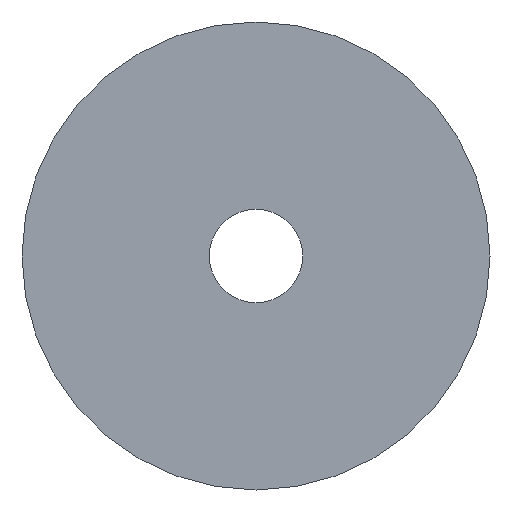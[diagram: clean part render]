
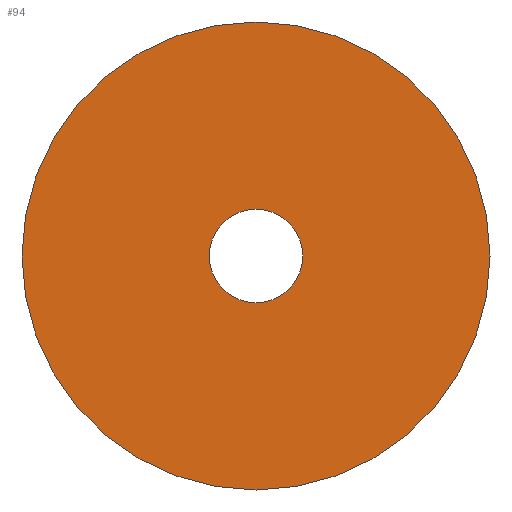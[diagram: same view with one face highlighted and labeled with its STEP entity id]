
A CAD part, front view. The second image highlights one B-rep face of the part: STEP entity #94.
In plain terms, the highlighted planar face has unit normal (0, -1, 0).
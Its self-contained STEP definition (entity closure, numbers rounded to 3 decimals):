
#10 = EDGE_LOOP ( 'NONE', ( #11, #224 ) ) ;
#11 = ORIENTED_EDGE ( 'NONE', *, *, #93, .F. ) ;
#12 = ORIENTED_EDGE ( 'NONE', *, *, #15, .T. ) ;
#13 = ORIENTED_EDGE ( 'NONE', *, *, #83, .T. ) ;
#14 = VERTEX_POINT ( 'NONE', #155 ) ;
#15 = EDGE_CURVE ( 'NONE', #101, #14, #216, .T. ) ;
#25 = VERTEX_POINT ( 'NONE', #254 ) ;
#37 = VERTEX_POINT ( 'NONE', #269 ) ;
#83 = EDGE_CURVE ( 'NONE', #14, #101, #402, .T. ) ;
#86 = EDGE_CURVE ( 'NONE', #37, #25, #503, .T. ) ;
#93 = EDGE_CURVE ( 'NONE', #25, #37, #455, .T. ) ;
#94 = ADVANCED_FACE ( 'NONE', ( #450, #449 ), #434, .T. ) ;
#95 = EDGE_LOOP ( 'NONE', ( #12, #13 ) ) ;
#101 = VERTEX_POINT ( 'NONE', #492 ) ;
#155 = CARTESIAN_POINT ( 'NONE',  ( 2.697, -6.929, 11.949 ) ) ;
#212 = DIRECTION ( 'NONE',  ( 0., 0., -1. ) ) ;
#213 = DIRECTION ( 'NONE',  ( 0., -1., 0. ) ) ;
#214 = CARTESIAN_POINT ( 'NONE',  ( 2.697, -6.929, 0.049 ) ) ;
#215 = AXIS2_PLACEMENT_3D ( 'NONE', #214, #213, #212 ) ;
#216 = CIRCLE ( 'NONE', #215, 11.9 ) ;
#224 = ORIENTED_EDGE ( 'NONE', *, *, #86, .F. ) ;
#254 = CARTESIAN_POINT ( 'NONE',  ( 2.697, -6.929, -2.326 ) ) ;
#269 = CARTESIAN_POINT ( 'NONE',  ( 2.697, -6.929, 2.424 ) ) ;
#398 = DIRECTION ( 'NONE',  ( 0., 0., -1. ) ) ;
#399 = DIRECTION ( 'NONE',  ( 0., -1., 0. ) ) ;
#400 = CARTESIAN_POINT ( 'NONE',  ( 2.697, -6.929, 0.049 ) ) ;
#401 = AXIS2_PLACEMENT_3D ( 'NONE', #400, #399, #398 ) ;
#402 = CIRCLE ( 'NONE', #401, 11.9 ) ;
#430 = DIRECTION ( 'NONE',  ( 0., 0., -1. ) ) ;
#431 = DIRECTION ( 'NONE',  ( 0., -1., 0. ) ) ;
#432 = CARTESIAN_POINT ( 'NONE',  ( 5.072, -6.929, 0.049 ) ) ;
#433 = AXIS2_PLACEMENT_3D ( 'NONE', #432, #431, #430 ) ;
#434 = PLANE ( 'NONE',  #433 ) ;
#449 = FACE_BOUND ( 'NONE', #10, .T. ) ;
#450 = FACE_OUTER_BOUND ( 'NONE', #95, .T. ) ;
#451 = DIRECTION ( 'NONE',  ( 0., 0., -1. ) ) ;
#452 = DIRECTION ( 'NONE',  ( 0., -1., 0. ) ) ;
#453 = CARTESIAN_POINT ( 'NONE',  ( 2.697, -6.929, 0.049 ) ) ;
#454 = AXIS2_PLACEMENT_3D ( 'NONE', #453, #452, #451 ) ;
#455 = CIRCLE ( 'NONE', #454, 2.375 ) ;
#461 = DIRECTION ( 'NONE',  ( 0., 0., -1. ) ) ;
#462 = DIRECTION ( 'NONE',  ( 0., -1., 0. ) ) ;
#463 = CARTESIAN_POINT ( 'NONE',  ( 2.697, -6.929, 0.049 ) ) ;
#464 = AXIS2_PLACEMENT_3D ( 'NONE', #463, #462, #461 ) ;
#492 = CARTESIAN_POINT ( 'NONE',  ( 2.697, -6.929, -11.851 ) ) ;
#503 = CIRCLE ( 'NONE', #464, 2.375 ) ;
